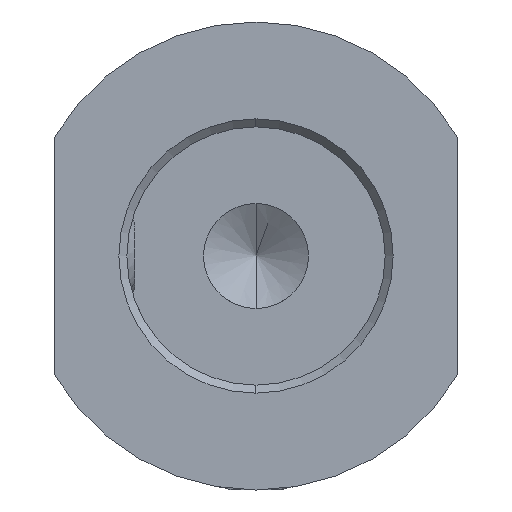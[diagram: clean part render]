
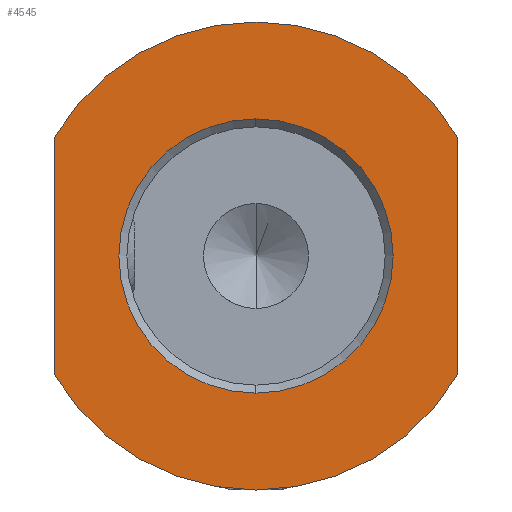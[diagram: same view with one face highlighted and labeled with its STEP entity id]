
A CAD part, left-side view. The second image highlights one B-rep face of the part: STEP entity #4545.
In plain terms, the highlighted planar face has unit normal (-1, 0, 0).
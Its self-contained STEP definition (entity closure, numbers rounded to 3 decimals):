
#31 = AXIS2_PLACEMENT_3D ( 'NONE', #90, #5099, #4658 ) ;
#63 = AXIS2_PLACEMENT_3D ( 'NONE', #5107, #510, #98 ) ;
#90 = CARTESIAN_POINT ( 'NONE',  ( -55.44, -11.401, 7.435 ) ) ;
#98 = DIRECTION ( 'NONE',  ( 0., 0., -1. ) ) ;
#232 = AXIS2_PLACEMENT_3D ( 'NONE', #5400, #5017, #5438 ) ;
#349 = LINE ( 'NONE', #4335, #4623 ) ;
#427 = CARTESIAN_POINT ( 'NONE',  ( -55.44, -11.401, 7.435 ) ) ;
#490 = VERTEX_POINT ( 'NONE', #3994 ) ;
#510 = DIRECTION ( 'NONE',  ( 1., 0., 0. ) ) ;
#683 = CIRCLE ( 'NONE', #63, 29. ) ;
#822 = CARTESIAN_POINT ( 'NONE',  ( -55.44, -11.401, 7.435 ) ) ;
#827 = EDGE_LOOP ( 'NONE', ( #3571, #994, #2022, #5734, #1963 ) ) ;
#898 = EDGE_CURVE ( 'NONE', #1987, #490, #1189, .T. ) ;
#955 = ORIENTED_EDGE ( 'NONE', *, *, #3413, .T. ) ;
#994 = ORIENTED_EDGE ( 'NONE', *, *, #1050, .T. ) ;
#1029 = CIRCLE ( 'NONE', #4017, 29. ) ;
#1043 = DIRECTION ( 'NONE',  ( 0., 0., -1. ) ) ;
#1050 = EDGE_CURVE ( 'NONE', #3061, #5816, #1602, .T. ) ;
#1129 = CARTESIAN_POINT ( 'NONE',  ( -55.44, -11.401, 36.435 ) ) ;
#1144 = CARTESIAN_POINT ( 'NONE',  ( -55.44, -11.401, -9.565 ) ) ;
#1184 = VECTOR ( 'NONE', #1043, 1000. ) ;
#1189 = CIRCLE ( 'NONE', #232, 17. ) ;
#1205 = CIRCLE ( 'NONE', #3183, 17. ) ;
#1334 = DIRECTION ( 'NONE',  ( 1., 0., 0. ) ) ;
#1506 = VERTEX_POINT ( 'NONE', #5101 ) ;
#1602 = LINE ( 'NONE', #1755, #1184 ) ;
#1755 = CARTESIAN_POINT ( 'NONE',  ( -55.44, 13.599, 36.435 ) ) ;
#1963 = ORIENTED_EDGE ( 'NONE', *, *, #4439, .F. ) ;
#1987 = VERTEX_POINT ( 'NONE', #1144 ) ;
#2022 = ORIENTED_EDGE ( 'NONE', *, *, #2365, .F. ) ;
#2240 = CARTESIAN_POINT ( 'NONE',  ( -55.44, 13.599, -7.262 ) ) ;
#2309 = AXIS2_PLACEMENT_3D ( 'NONE', #3865, #2949, #3403 ) ;
#2365 = EDGE_CURVE ( 'NONE', #4148, #5816, #683, .T. ) ;
#2765 = FACE_BOUND ( 'NONE', #4948, .T. ) ;
#2949 = DIRECTION ( 'NONE',  ( 1., 0., 0. ) ) ;
#3061 = VERTEX_POINT ( 'NONE', #5029 ) ;
#3167 = DIRECTION ( 'NONE',  ( 0., 0., -1. ) ) ;
#3175 = VERTEX_POINT ( 'NONE', #1129 ) ;
#3183 = AXIS2_PLACEMENT_3D ( 'NONE', #822, #5003, #4008 ) ;
#3231 = EDGE_CURVE ( 'NONE', #4148, #1506, #349, .T. ) ;
#3403 = DIRECTION ( 'NONE',  ( 0., 0., -1. ) ) ;
#3413 = EDGE_CURVE ( 'NONE', #490, #1987, #1205, .T. ) ;
#3571 = ORIENTED_EDGE ( 'NONE', *, *, #5643, .F. ) ;
#3781 = DIRECTION ( 'NONE',  ( 0., 0., 1. ) ) ;
#3865 = CARTESIAN_POINT ( 'NONE',  ( -55.44, -11.401, 7.435 ) ) ;
#3994 = CARTESIAN_POINT ( 'NONE',  ( -55.44, -11.401, 24.435 ) ) ;
#4008 = DIRECTION ( 'NONE',  ( 0., 0., -1. ) ) ;
#4017 = AXIS2_PLACEMENT_3D ( 'NONE', #427, #1334, #3167 ) ;
#4040 = CIRCLE ( 'NONE', #2309, 29. ) ;
#4148 = VERTEX_POINT ( 'NONE', #4646 ) ;
#4166 = PLANE ( 'NONE',  #31 ) ;
#4292 = ORIENTED_EDGE ( 'NONE', *, *, #898, .T. ) ;
#4335 = CARTESIAN_POINT ( 'NONE',  ( -55.44, -36.401, 36.435 ) ) ;
#4439 = EDGE_CURVE ( 'NONE', #3175, #1506, #1029, .T. ) ;
#4545 = ADVANCED_FACE ( 'NONE', ( #2765, #5049 ), #4166, .F. ) ;
#4623 = VECTOR ( 'NONE', #3781, 1000. ) ;
#4646 = CARTESIAN_POINT ( 'NONE',  ( -55.44, -36.401, -7.262 ) ) ;
#4658 = DIRECTION ( 'NONE',  ( 0., 0., -1. ) ) ;
#4948 = EDGE_LOOP ( 'NONE', ( #955, #4292 ) ) ;
#5003 = DIRECTION ( 'NONE',  ( 1., 0., 0. ) ) ;
#5017 = DIRECTION ( 'NONE',  ( 1., 0., 0. ) ) ;
#5029 = CARTESIAN_POINT ( 'NONE',  ( -55.44, 13.599, 22.131 ) ) ;
#5049 = FACE_OUTER_BOUND ( 'NONE', #827, .T. ) ;
#5099 = DIRECTION ( 'NONE',  ( 1., 0., 0. ) ) ;
#5101 = CARTESIAN_POINT ( 'NONE',  ( -55.44, -36.401, 22.131 ) ) ;
#5107 = CARTESIAN_POINT ( 'NONE',  ( -55.44, -11.401, 7.435 ) ) ;
#5400 = CARTESIAN_POINT ( 'NONE',  ( -55.44, -11.401, 7.435 ) ) ;
#5438 = DIRECTION ( 'NONE',  ( 0., 0., -1. ) ) ;
#5643 = EDGE_CURVE ( 'NONE', #3061, #3175, #4040, .T. ) ;
#5734 = ORIENTED_EDGE ( 'NONE', *, *, #3231, .T. ) ;
#5816 = VERTEX_POINT ( 'NONE', #2240 ) ;
